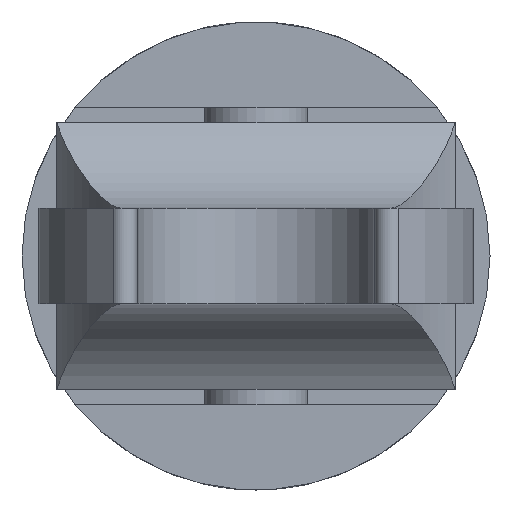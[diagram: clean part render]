
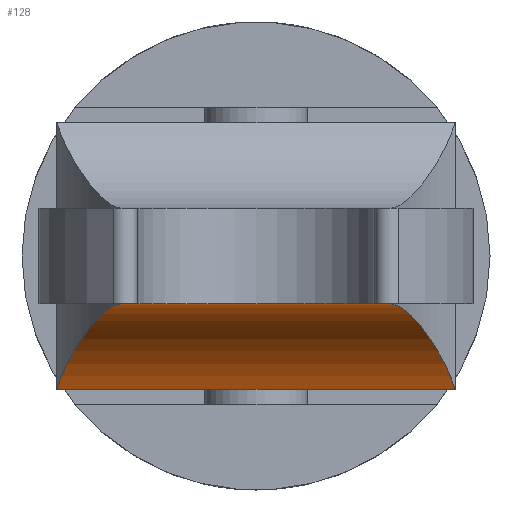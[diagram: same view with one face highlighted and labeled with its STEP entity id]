
A CAD part, left-side view. The second image highlights one B-rep face of the part: STEP entity #128.
In plain terms, the highlighted cylindrical face has radius 3.81 mm (diameter 7.62 mm), a partial arc.
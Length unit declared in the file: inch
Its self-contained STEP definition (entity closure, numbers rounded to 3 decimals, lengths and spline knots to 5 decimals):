
#128 = ADVANCED_FACE ( 'NONE', ( #1197 ), #1348, .F. ) ;
#177 = CARTESIAN_POINT ( 'NONE',  ( -0.29926, -0.14138, -0.05 ) ) ;
#182 = VERTEX_POINT ( 'NONE', #857 ) ;
#249 = ORIENTED_EDGE ( 'NONE', *, *, #1123, .F. ) ;
#291 = EDGE_CURVE ( 'NONE', #911, #182, #1688, .T. ) ;
#326 = CARTESIAN_POINT ( 'NONE',  ( -0.20508, -0.1804, -0.08303 ) ) ;
#357 = CARTESIAN_POINT ( 'NONE',  ( -0.22264, -0.17081, -0.07085 ) ) ;
#419 = LINE ( 'NONE', #1055, #1476 ) ;
#475 = CARTESIAN_POINT ( 'NONE',  ( -0.21078, -0.17715, -0.07866 ) ) ;
#516 = CARTESIAN_POINT ( 'NONE',  ( -0.16779, -0.20492, -0.12623 ) ) ;
#571 = CARTESIAN_POINT ( 'NONE',  ( -0.22884, 0.1677, -0.06736 ) ) ;
#581 = CARTESIAN_POINT ( 'NONE',  ( -0.22264, 0.17081, -0.07085 ) ) ;
#601 = CARTESIAN_POINT ( 'NONE',  ( -0.26953, 0.15032, -0.05225 ) ) ;
#604 = DIRECTION ( 'NONE',  ( 0., 1., 0. ) ) ;
#623 = AXIS2_PLACEMENT_3D ( 'NONE', #1970, #1179, #1998 ) ;
#762 = B_SPLINE_CURVE_WITH_KNOTS ( 'NONE', 3,
 ( #177, #1737, #1898, #1615, #1940, #1140, #357, #475, #326, #1302, #1922, #2065, #516, #798 ),
 .UNSPECIFIED., .F., .F.,
 ( 4, 2, 2, 2, 2, 2, 4 ),
 ( 0., 0.00118, 0.00177, 0.00236, 0.00295, 0.00354, 0.00472 ),
 .UNSPECIFIED. ) ;
#770 = EDGE_CURVE ( 'NONE', #880, #182, #1134, .T. ) ;
#798 = CARTESIAN_POINT ( 'NONE',  ( -0.16178, -0.20958, -0.14 ) ) ;
#812 = CARTESIAN_POINT ( 'NONE',  ( -0.16178, -0.20958, -0.14 ) ) ;
#824 = ORIENTED_EDGE ( 'NONE', *, *, #770, .T. ) ;
#829 = CARTESIAN_POINT ( 'NONE',  ( -0.29926, -0.14138, -0.05 ) ) ;
#857 = CARTESIAN_POINT ( 'NONE',  ( -0.16178, 0.20958, -0.14 ) ) ;
#880 = VERTEX_POINT ( 'NONE', #1597 ) ;
#894 = CARTESIAN_POINT ( 'NONE',  ( -0.29926, 0.14138, -0.05 ) ) ;
#911 = VERTEX_POINT ( 'NONE', #812 ) ;
#1010 = EDGE_LOOP ( 'NONE', ( #1464, #1360, #249, #824 ) ) ;
#1055 = CARTESIAN_POINT ( 'NONE',  ( -0.29926, 0.28, -0.05 ) ) ;
#1078 = CARTESIAN_POINT ( 'NONE',  ( -0.21078, 0.17715, -0.07866 ) ) ;
#1123 = EDGE_CURVE ( 'NONE', #880, #1277, #419, .T. ) ;
#1134 = B_SPLINE_CURVE_WITH_KNOTS ( 'NONE', 3,
 ( #894, #1685, #601, #1870, #1363, #571, #581, #1078, #1696, #1372, #2036, #2006, #1561, #2017 ),
 .UNSPECIFIED., .F., .F.,
 ( 4, 2, 2, 2, 2, 2, 4 ),
 ( 0., 0.00118, 0.00177, 0.00236, 0.00295, 0.00354, 0.00472 ),
 .UNSPECIFIED. ) ;
#1140 = CARTESIAN_POINT ( 'NONE',  ( -0.22884, -0.1677, -0.06736 ) ) ;
#1179 = DIRECTION ( 'NONE',  ( 0., -1., 0. ) ) ;
#1197 = FACE_OUTER_BOUND ( 'NONE', #1010, .T. ) ;
#1220 = EDGE_CURVE ( 'NONE', #1277, #911, #762, .T. ) ;
#1277 = VERTEX_POINT ( 'NONE', #829 ) ;
#1302 = CARTESIAN_POINT ( 'NONE',  ( -0.19443, -0.18679, -0.09247 ) ) ;
#1348 = CYLINDRICAL_SURFACE ( 'NONE', #623, 0.15 ) ;
#1360 = ORIENTED_EDGE ( 'NONE', *, *, #1220, .F. ) ;
#1363 = CARTESIAN_POINT ( 'NONE',  ( -0.2418, 0.16164, -0.06126 ) ) ;
#1372 = CARTESIAN_POINT ( 'NONE',  ( -0.19443, 0.18679, -0.09247 ) ) ;
#1464 = ORIENTED_EDGE ( 'NONE', *, *, #291, .F. ) ;
#1476 = VECTOR ( 'NONE', #2043, 39.37008 ) ;
#1561 = CARTESIAN_POINT ( 'NONE',  ( -0.16779, 0.20492, -0.12623 ) ) ;
#1597 = CARTESIAN_POINT ( 'NONE',  ( -0.29926, 0.14138, -0.05 ) ) ;
#1615 = CARTESIAN_POINT ( 'NONE',  ( -0.24862, -0.15868, -0.05862 ) ) ;
#1685 = CARTESIAN_POINT ( 'NONE',  ( -0.28406, 0.14545, -0.05 ) ) ;
#1688 = LINE ( 'NONE', #1721, #1748 ) ;
#1696 = CARTESIAN_POINT ( 'NONE',  ( -0.20508, 0.1804, -0.08303 ) ) ;
#1721 = CARTESIAN_POINT ( 'NONE',  ( -0.16178, 0.13961, -0.14 ) ) ;
#1737 = CARTESIAN_POINT ( 'NONE',  ( -0.28406, -0.14545, -0.05 ) ) ;
#1748 = VECTOR ( 'NONE', #604, 39.37008 ) ;
#1870 = CARTESIAN_POINT ( 'NONE',  ( -0.24862, 0.15868, -0.05862 ) ) ;
#1898 = CARTESIAN_POINT ( 'NONE',  ( -0.26953, -0.15032, -0.05225 ) ) ;
#1922 = CARTESIAN_POINT ( 'NONE',  ( -0.18948, -0.18994, -0.09754 ) ) ;
#1940 = CARTESIAN_POINT ( 'NONE',  ( -0.2418, -0.16164, -0.06126 ) ) ;
#1970 = CARTESIAN_POINT ( 'NONE',  ( -0.29926, 0.28, -0.2 ) ) ;
#1998 = DIRECTION ( 'NONE',  ( 0., 0., -1. ) ) ;
#2006 = CARTESIAN_POINT ( 'NONE',  ( -0.17567, 0.19911, -0.11381 ) ) ;
#2017 = CARTESIAN_POINT ( 'NONE',  ( -0.16178, 0.20958, -0.14 ) ) ;
#2036 = CARTESIAN_POINT ( 'NONE',  ( -0.18948, 0.18994, -0.09754 ) ) ;
#2043 = DIRECTION ( 'NONE',  ( 0., -1., 0. ) ) ;
#2065 = CARTESIAN_POINT ( 'NONE',  ( -0.17567, -0.19911, -0.11381 ) ) ;
